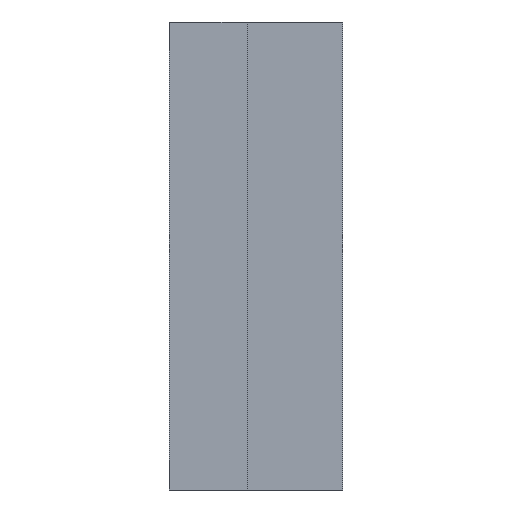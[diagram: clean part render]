
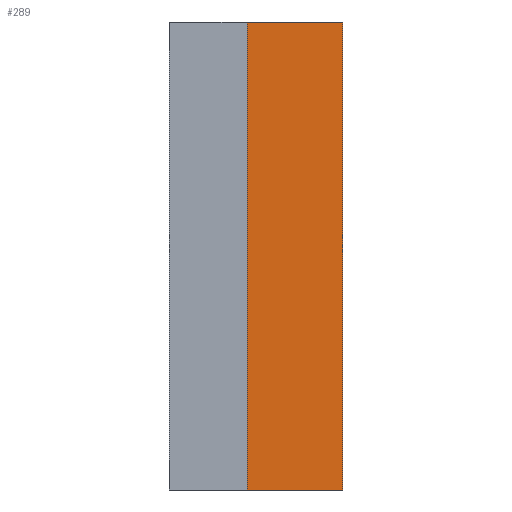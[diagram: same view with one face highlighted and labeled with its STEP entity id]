
A CAD part, front view. The second image highlights one B-rep face of the part: STEP entity #289.
In plain terms, the highlighted planar face has unit normal (0, -1, 0).
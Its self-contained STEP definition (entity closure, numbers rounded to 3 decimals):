
#289=ADVANCED_FACE('',(#366),#348,.T.);
#348=PLANE('',#876);
#366=FACE_OUTER_BOUND('',#374,.T.);
#374=EDGE_LOOP('',(#510,#511,#512,#513));
#510=ORIENTED_EDGE('',*,*,#757,.T.);
#511=ORIENTED_EDGE('',*,*,#758,.T.);
#512=ORIENTED_EDGE('',*,*,#759,.T.);
#513=ORIENTED_EDGE('',*,*,#760,.T.);
#674=VERTEX_POINT('',#1267);
#675=VERTEX_POINT('',#1268);
#676=VERTEX_POINT('',#1270);
#677=VERTEX_POINT('',#1272);
#757=EDGE_CURVE('',#674,#675,#839,.T.);
#758=EDGE_CURVE('',#675,#676,#840,.T.);
#759=EDGE_CURVE('',#676,#677,#841,.T.);
#760=EDGE_CURVE('',#677,#674,#842,.T.);
#839=LINE('',#1266,#857);
#840=LINE('',#1269,#858);
#841=LINE('',#1271,#859);
#842=LINE('',#1273,#860);
#857=VECTOR('',#1001,1.);
#858=VECTOR('',#1002,1.);
#859=VECTOR('',#1003,1.);
#860=VECTOR('',#1004,1.);
#876=AXIS2_PLACEMENT_3D('',#1274,#1005,#1006);
#1001=DIRECTION('',(-1.,0.,0.));
#1002=DIRECTION('',(0.,0.,-1.));
#1003=DIRECTION('',(1.,0.,0.));
#1004=DIRECTION('',(0.,0.,1.));
#1005=DIRECTION('',(0.,-1.,0.));
#1006=DIRECTION('',(0.,0.,-1.));
#1266=CARTESIAN_POINT('',(20.,-354.,-61.));
#1267=CARTESIAN_POINT('',(20.,-354.,-61.));
#1268=CARTESIAN_POINT('',(9.,-354.,-61.));
#1269=CARTESIAN_POINT('',(9.,-354.,-25.));
#1270=CARTESIAN_POINT('',(9.,-354.,-115.));
#1271=CARTESIAN_POINT('',(0.,-354.,-115.));
#1272=CARTESIAN_POINT('',(20.,-354.,-115.));
#1273=CARTESIAN_POINT('',(20.,-354.,-115.));
#1274=CARTESIAN_POINT('',(0.,-354.,0.));
